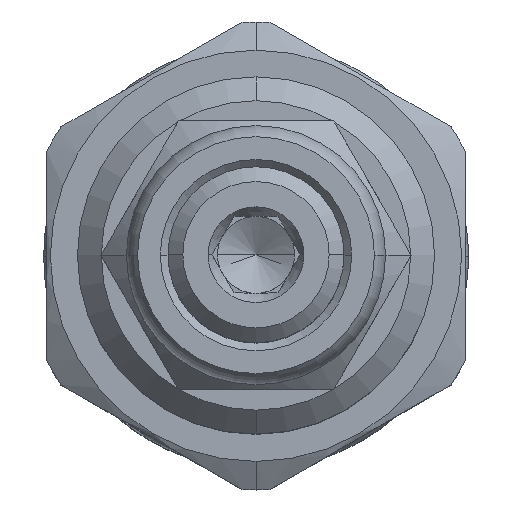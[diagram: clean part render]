
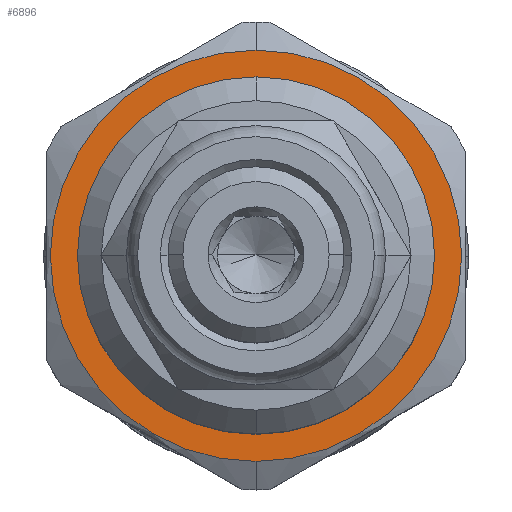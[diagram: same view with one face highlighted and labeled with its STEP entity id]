
A CAD part, top view. The second image highlights one B-rep face of the part: STEP entity #6896.
In plain terms, the highlighted planar face has unit normal (0, 0, 1).
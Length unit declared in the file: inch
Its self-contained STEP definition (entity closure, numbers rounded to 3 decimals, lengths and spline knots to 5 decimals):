
#1252=CARTESIAN_POINT('',(0.,0.,2.562));
#1253=DIRECTION('',(0.,0.,1.));
#1254=DIRECTION('',(0.,-1.,0.));
#1255=AXIS2_PLACEMENT_3D('',#1252,#1253,#1254);
#1257=CARTESIAN_POINT('',(0.,0.,2.562));
#1258=DIRECTION('',(0.,0.,-1.));
#1259=DIRECTION('',(0.,-1.,0.));
#1260=AXIS2_PLACEMENT_3D('',#1257,#1258,#1259);
#1266=CARTESIAN_POINT('',(0.,0.,2.562));
#1267=DIRECTION('',(0.,0.,-1.));
#1268=DIRECTION('',(0.,-1.,0.));
#1269=AXIS2_PLACEMENT_3D('',#1266,#1267,#1268);
#1505=CARTESIAN_POINT('',(0.,0.,2.562));
#1506=DIRECTION('',(0.,0.,1.));
#1507=DIRECTION('',(0.,-1.,0.));
#1508=AXIS2_PLACEMENT_3D('',#1505,#1506,#1507);
#5207=CARTESIAN_POINT('',(0.,-0.43,2.562));
#5209=VERTEX_POINT('',#5207);
#5215=CARTESIAN_POINT('',(0.,0.43,2.562));
#5217=VERTEX_POINT('',#5215);
#5223=CARTESIAN_POINT('',(0.,-0.3735,2.562));
#5224=CARTESIAN_POINT('',(0.,0.3735,2.562));
#5225=VERTEX_POINT('',#5223);
#5226=VERTEX_POINT('',#5224);
#6881=CARTESIAN_POINT('',(0.,0.,2.562));
#6882=DIRECTION('',(0.,0.,1.));
#6883=DIRECTION('',(0.,-1.,0.));
#6884=AXIS2_PLACEMENT_3D('',#6881,#6882,#6883);
#6885=PLANE('',#6884);
#6887=ORIENTED_EDGE('',*,*,#6886,.T.);
#6889=ORIENTED_EDGE('',*,*,#6888,.F.);
#6890=EDGE_LOOP('',(#6887,#6889));
#6891=FACE_OUTER_BOUND('',#6890,.F.);
#6892=ORIENTED_EDGE('',*,*,#6846,.T.);
#6893=ORIENTED_EDGE('',*,*,#6874,.F.);
#6894=EDGE_LOOP('',(#6892,#6893));
#6895=FACE_BOUND('',#6894,.F.);
#6896=ADVANCED_FACE('',(#6891,#6895),#6885,.T.);
#1256=CIRCLE('',#1255,0.3735);
#1261=CIRCLE('',#1260,0.3735);
#1270=CIRCLE('',#1269,0.43);
#1509=CIRCLE('',#1508,0.43);
#6846=EDGE_CURVE('',#5225,#5226,#1256,.T.);
#6874=EDGE_CURVE('',#5225,#5226,#1261,.T.);
#6886=EDGE_CURVE('',#5209,#5217,#1270,.T.);
#6888=EDGE_CURVE('',#5209,#5217,#1509,.T.);
